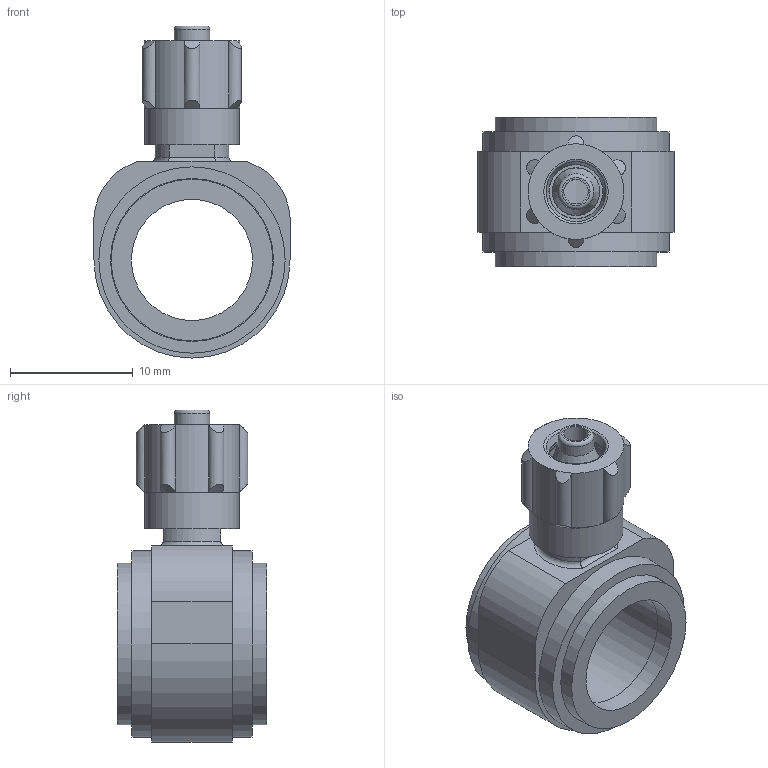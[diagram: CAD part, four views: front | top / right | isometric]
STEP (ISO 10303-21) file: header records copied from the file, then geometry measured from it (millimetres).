
FILE_DESCRIPTION(/* description */ ('STEP AP214'),/* implementation_level */ '2;1');
FILE_NAME(/* name */ '4597_LK-1_8-PK-3',/* time_stamp */ '2024-09-04T18:20:33+02:00',/* author */ ('License CC BY-ND 4.0'),/* organization */ ('CADENAS'),/* preprocessor_version */ 'ST-DEVELOPER v19.3',/* originating_system */ 'PARTsolutions',/* authorisation */ ' ');
FILE_SCHEMA (('AUTOMOTIVE_DESIGN {1 0 10303 214 3 1 1}'));
Length unit declared in the file: millimetre
Products named in the file (4): 4597 LK-1/8-PK-3; 234996 LCK-1/8-PK-3 B; 531771 OK-1/8; 205254 MCK-PK-3
Assembly tree (4 placements, depth 2):
  4597 LK-1/8-PK-3
    234996 LCK-1/8-PK-3 B
    531771 OK-1/8  x2
    205254 MCK-PK-3
Bounding box: 16 x 12.2 x 27.1 mm (x, y, z)
Volume: 1813.2 mm3; surface area: 2237.1 mm2
Topology: 4 solids, 4 shells, 83 faces, 163 edges, 96 vertices
Faces by surface type: cylinder 35, plane 21, cone 18, torus 9
Full cylindrical faces by diameter (mm): 2 x1, 2.9 x1, 3.4 x1, 3.9 x1, 4.4 x1, 5.188 x1, 7.7 x1, 9.9 x3, 13.2 x2, 13.3 x2, 15.2 x2
Entity records: 2084 total; most frequent: CARTESIAN_POINT 432, DIRECTION 350, ORIENTED_EDGE 258, AXIS2_PLACEMENT_3D 158, EDGE_CURVE 129, EDGE_LOOP 120, FACE_BOUND 120, VERTEX_POINT 89
